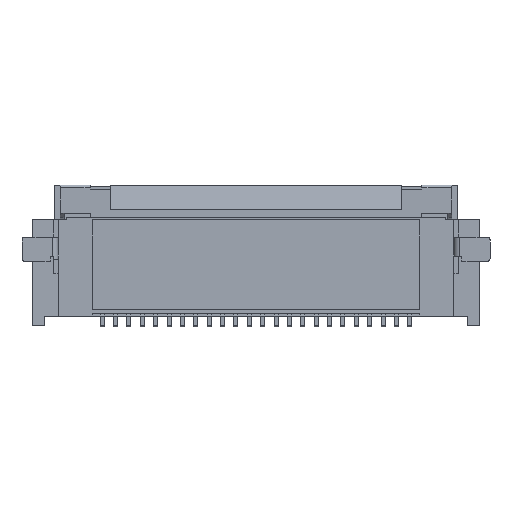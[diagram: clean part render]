
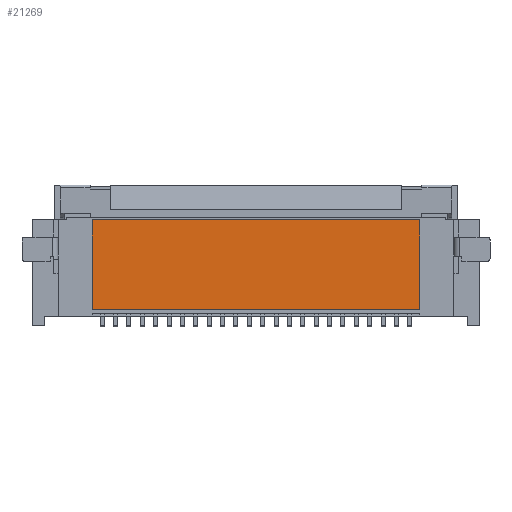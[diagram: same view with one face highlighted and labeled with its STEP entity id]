
A CAD part, front view. The second image highlights one B-rep face of the part: STEP entity #21269.
In plain terms, the highlighted planar face has unit normal (0, -1, 0).
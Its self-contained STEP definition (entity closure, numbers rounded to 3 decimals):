
#932=DIRECTION('',(0.,0.,-1.));
#933=VECTOR('',#932,3.35);
#934=CARTESIAN_POINT('',(-6.115,0.,2.7));
#935=LINE('',#934,#933);
#936=DIRECTION('',(1.,0.,0.));
#937=VECTOR('',#936,12.23);
#938=CARTESIAN_POINT('',(-6.115,0.,2.7));
#939=LINE('',#938,#937);
#940=DIRECTION('',(0.,0.,-1.));
#941=VECTOR('',#940,3.35);
#942=CARTESIAN_POINT('',(6.115,0.,2.7));
#943=LINE('',#942,#941);
#992=DIRECTION('',(1.,0.,0.));
#993=VECTOR('',#992,12.23);
#994=CARTESIAN_POINT('',(-6.115,0.,-0.65));
#995=LINE('',#994,#993);
#15398=CARTESIAN_POINT('',(-6.115,0.,2.7));
#15399=CARTESIAN_POINT('',(-6.115,0.,-0.65));
#15400=VERTEX_POINT('',#15398);
#15401=VERTEX_POINT('',#15399);
#15402=CARTESIAN_POINT('',(6.115,0.,2.7));
#15403=CARTESIAN_POINT('',(6.115,0.,-0.65));
#15404=VERTEX_POINT('',#15402);
#15405=VERTEX_POINT('',#15403);
#21256=CARTESIAN_POINT('',(-8.35,0.,2.7));
#21257=DIRECTION('',(0.,-1.,0.));
#21258=DIRECTION('',(0.,0.,-1.));
#21259=AXIS2_PLACEMENT_3D('',#21256,#21257,#21258);
#21260=PLANE('',#21259);
#21261=ORIENTED_EDGE('',*,*,#21246,.F.);
#21262=ORIENTED_EDGE('',*,*,#21165,.T.);
#21264=ORIENTED_EDGE('',*,*,#21263,.T.);
#21266=ORIENTED_EDGE('',*,*,#21265,.F.);
#21267=EDGE_LOOP('',(#21261,#21262,#21264,#21266));
#21268=FACE_OUTER_BOUND('',#21267,.F.);
#21269=ADVANCED_FACE('',(#21268),#21260,.T.);
#21165=EDGE_CURVE('',#15400,#15404,#939,.T.);
#21246=EDGE_CURVE('',#15400,#15401,#935,.T.);
#21263=EDGE_CURVE('',#15404,#15405,#943,.T.);
#21265=EDGE_CURVE('',#15401,#15405,#995,.T.);
